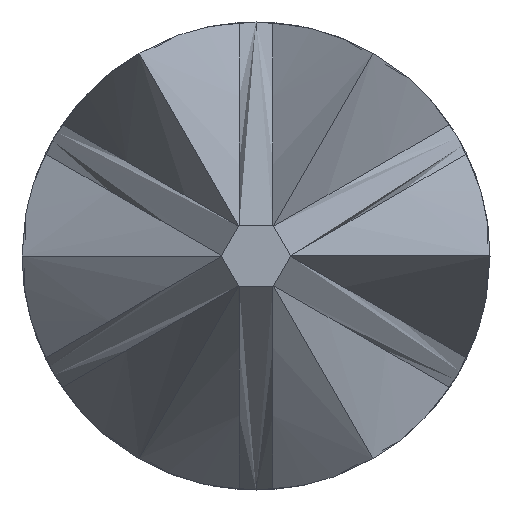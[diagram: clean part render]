
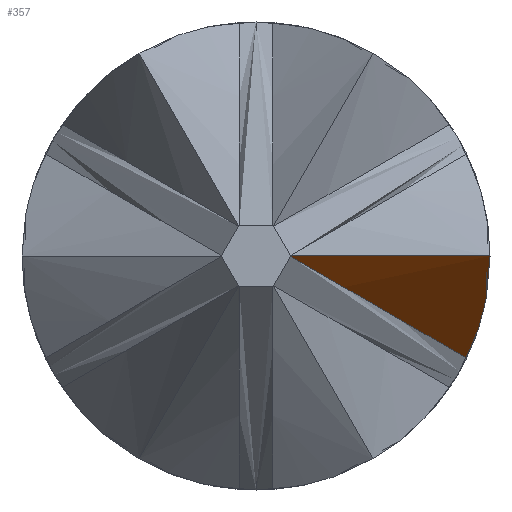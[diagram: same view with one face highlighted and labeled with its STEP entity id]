
A CAD part, left-side view. The second image highlights one B-rep face of the part: STEP entity #357.
In plain terms, the highlighted conical face has half-angle 32.5 degrees and reference radius 9.525 mm.
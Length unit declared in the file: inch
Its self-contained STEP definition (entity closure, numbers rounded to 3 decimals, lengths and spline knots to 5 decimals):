
#22 = AXIS2_PLACEMENT_3D ( 'NONE', #87, #82, #77 ) ;
#70 = CARTESIAN_POINT ( 'NONE',  ( -0.49048, -0.0311, 0. ) ) ;
#77 = DIRECTION ( 'NONE',  ( 0., -0.866, -0.5 ) ) ;
#82 = DIRECTION ( 'NONE',  ( 0., -0.5, 0.866 ) ) ;
#87 = CARTESIAN_POINT ( 'NONE',  ( -0.67298, -0.29972, -0.17045 ) ) ;
#190 = CARTESIAN_POINT ( 'NONE',  ( -0.5165, -0.0047, 0. ) ) ;
#199 = CARTESIAN_POINT ( 'NONE',  ( -0.50725, -0.01294, 0. ) ) ;
#205 = CARTESIAN_POINT ( 'NONE',  ( -0.49859, -0.02175, 0. ) ) ;
#215 = CARTESIAN_POINT ( 'NONE',  ( -0.49048, -0.0311, 0. ) ) ;
#267 = CARTESIAN_POINT ( 'NONE',  ( -0.67298, -0.29972, -0.17045 ) ) ;
#322 = CARTESIAN_POINT ( 'NONE',  ( -0.5165, -0.0047, 0. ) ) ;
#357 = ADVANCED_FACE ( 'NONE', ( #493 ), #1396, .F. ) ;
#450 = ORIENTED_EDGE ( 'NONE', *, *, #1432, .F. ) ;
#490 = VERTEX_POINT ( 'NONE', #322 ) ;
#493 = FACE_OUTER_BOUND ( 'NONE', #823, .T. ) ;
#540 = B_SPLINE_CURVE_WITH_KNOTS ( 'NONE', 3,
 ( #708, #710, #687, #666 ),
 .UNSPECIFIED., .F., .F.,
 ( 4, 4 ),
 ( 0.00273, 0.00273 ),
 .UNSPECIFIED. ) ;
#666 = CARTESIAN_POINT ( 'NONE',  ( -0.5165, -0.0047, 0. ) ) ;
#687 = CARTESIAN_POINT ( 'NONE',  ( -0.5165, -0.00466, -0.00002 ) ) ;
#694 = DIRECTION ( 'NONE',  ( 0., 0.5, -0.866 ) ) ;
#708 = CARTESIAN_POINT ( 'NONE',  ( -0.5165, -0.00459, -0.00005 ) ) ;
#710 = CARTESIAN_POINT ( 'NONE',  ( -0.5165, -0.00463, -0.00003 ) ) ;
#737 = ORIENTED_EDGE ( 'NONE', *, *, #1163, .T. ) ;
#818 = VERTEX_POINT ( 'NONE', #1022 ) ;
#823 = EDGE_LOOP ( 'NONE', ( #450, #737, #1557, #1155 ) ) ;
#857 = CARTESIAN_POINT ( 'NONE',  ( -0.46762, -0.02799, -0.01356 ) ) ;
#919 = VERTEX_POINT ( 'NONE', #857 ) ;
#973 = AXIS2_PLACEMENT_3D ( 'NONE', #267, #694, #1267 ) ;
#1022 = CARTESIAN_POINT ( 'NONE',  ( -0.5165, -0.00459, -0.00005 ) ) ;
#1028 = CARTESIAN_POINT ( 'NONE',  ( -0.49048, -0.0311, 0. ) ) ;
#1077 = EDGE_CURVE ( 'NONE', #818, #490, #540, .T. ) ;
#1134 = B_SPLINE_CURVE_WITH_KNOTS ( 'NONE', 3,
 ( #70, #1413, #1426, #1287 ),
 .UNSPECIFIED., .F., .F.,
 ( 4, 4 ),
 ( -0.00179, -0.00111 ),
 .UNSPECIFIED. ) ;
#1138 = CIRCLE ( 'NONE', #22, 0.375 ) ;
#1155 = ORIENTED_EDGE ( 'NONE', *, *, #1180, .F. ) ;
#1163 = EDGE_CURVE ( 'NONE', #1514, #490, #1957, .T. ) ;
#1180 = EDGE_CURVE ( 'NONE', #919, #818, #1138, .T. ) ;
#1267 = DIRECTION ( 'NONE',  ( 0., 0.866, 0.5 ) ) ;
#1287 = CARTESIAN_POINT ( 'NONE',  ( -0.46762, -0.02799, -0.01356 ) ) ;
#1396 = CONICAL_SURFACE ( 'NONE', #973, 0.375, 0.567 ) ;
#1413 = CARTESIAN_POINT ( 'NONE',  ( -0.4825, -0.0311, -0.00403 ) ) ;
#1426 = CARTESIAN_POINT ( 'NONE',  ( -0.4746, -0.03038, -0.00862 ) ) ;
#1432 = EDGE_CURVE ( 'NONE', #1514, #919, #1134, .T. ) ;
#1514 = VERTEX_POINT ( 'NONE', #1028 ) ;
#1557 = ORIENTED_EDGE ( 'NONE', *, *, #1077, .F. ) ;
#1957 = B_SPLINE_CURVE_WITH_KNOTS ( 'NONE', 3,
 ( #215, #205, #199, #190 ),
 .UNSPECIFIED., .F., .F.,
 ( 4, 4 ),
 ( 0., 0.00094 ),
 .UNSPECIFIED. ) ;
